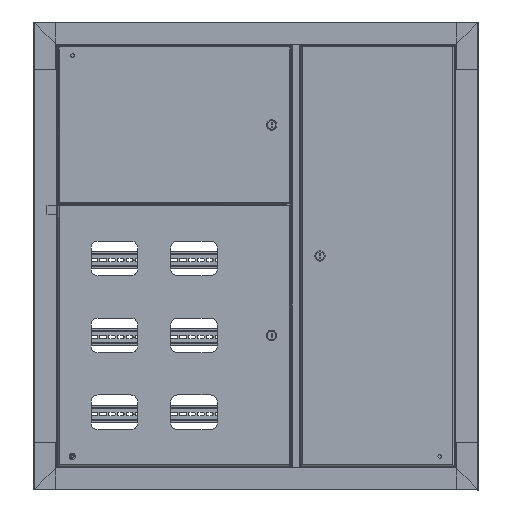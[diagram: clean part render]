
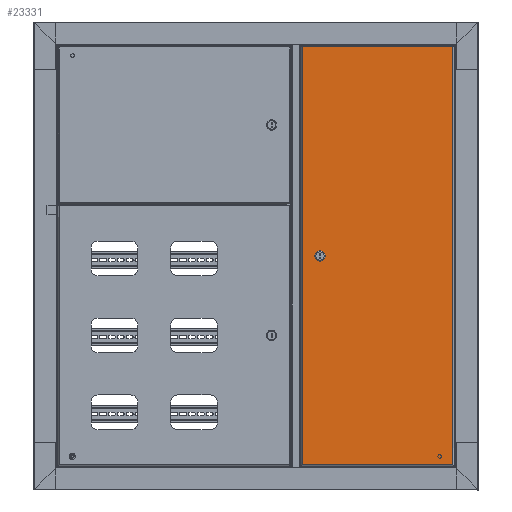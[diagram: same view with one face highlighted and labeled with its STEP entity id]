
A CAD part, top view. The second image highlights one B-rep face of the part: STEP entity #23331.
In plain terms, the highlighted planar face has unit normal (0, 0, 1).
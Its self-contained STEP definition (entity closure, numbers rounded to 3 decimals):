
#454 = EDGE_CURVE ( 'NONE', #37413, #3568, #8937, .T. ) ;
#1700 = EDGE_CURVE ( 'NONE', #50651, #19965, #23848, .T. ) ;
#1842 = EDGE_LOOP ( 'NONE', ( #8123, #4732, #4310, #27799, #47051 ) ) ;
#2649 = CARTESIAN_POINT ( 'NONE',  ( 1.6, 324.393, 0. ) ) ;
#2974 = VERTEX_POINT ( 'NONE', #26488 ) ;
#3341 = CARTESIAN_POINT ( 'NONE',  ( 448.2, 40., 0. ) ) ;
#3568 = VERTEX_POINT ( 'NONE', #17403 ) ;
#3592 = DIRECTION ( 'NONE',  ( 0., 1., 0. ) ) ;
#4211 = CARTESIAN_POINT ( 'NONE',  ( 895.093, 324.1, 0. ) ) ;
#4310 = ORIENTED_EDGE ( 'NONE', *, *, #44588, .F. ) ;
#4732 = ORIENTED_EDGE ( 'NONE', *, *, #454, .F. ) ;
#4771 = VERTEX_POINT ( 'NONE', #34799 ) ;
#4916 = ORIENTED_EDGE ( 'NONE', *, *, #43548, .T. ) ;
#6553 = DIRECTION ( 'NONE',  ( 1., 0., 0. ) ) ;
#6683 = ORIENTED_EDGE ( 'NONE', *, *, #41418, .T. ) ;
#6717 = VERTEX_POINT ( 'NONE', #28355 ) ;
#6923 = CARTESIAN_POINT ( 'NONE',  ( 451.849, 48.5, 0. ) ) ;
#8123 = ORIENTED_EDGE ( 'NONE', *, *, #35441, .F. ) ;
#8937 = CIRCLE ( 'NONE', #42010, 9.25 ) ;
#10645 = CARTESIAN_POINT ( 'NONE',  ( 451.849, 31.5, 0. ) ) ;
#11039 = ORIENTED_EDGE ( 'NONE', *, *, #21518, .T. ) ;
#11686 = AXIS2_PLACEMENT_3D ( 'NONE', #45349, #25196, #32546 ) ;
#14032 = CARTESIAN_POINT ( 'NONE',  ( 457.45, 40., 0. ) ) ;
#14612 = VERTEX_POINT ( 'NONE', #46736 ) ;
#16063 = VERTEX_POINT ( 'NONE', #50246 ) ;
#16159 = DIRECTION ( 'NONE',  ( 1., 0., 0. ) ) ;
#16626 = AXIS2_PLACEMENT_3D ( 'NONE', #3341, #49371, #16159 ) ;
#16875 = VECTOR ( 'NONE', #23534, 1000. ) ;
#17295 = CARTESIAN_POINT ( 'NONE',  ( 1.6, 1.6, 0. ) ) ;
#17403 = CARTESIAN_POINT ( 'NONE',  ( 451.849, 48.5, 0. ) ) ;
#19965 = VERTEX_POINT ( 'NONE', #45882 ) ;
#20185 = FACE_BOUND ( 'NONE', #1842, .T. ) ;
#20507 = DIRECTION ( 'NONE',  ( 0., 0., 1. ) ) ;
#21364 = LINE ( 'NONE', #17295, #37333 ) ;
#21366 = LINE ( 'NONE', #4211, #33602 ) ;
#21518 = EDGE_CURVE ( 'NONE', #6717, #2974, #21366, .T. ) ;
#23331 = ADVANCED_FACE ( 'NONE', ( #20185, #37041 ), #53125, .F. ) ;
#23534 = DIRECTION ( 'NONE',  ( -1., 0., 0. ) ) ;
#23848 = CIRCLE ( 'NONE', #11686, 9.25 ) ;
#25196 = DIRECTION ( 'NONE',  ( 0., 0., 1. ) ) ;
#26488 = CARTESIAN_POINT ( 'NONE',  ( 1.6, 324.1, 0. ) ) ;
#27799 = ORIENTED_EDGE ( 'NONE', *, *, #47972, .F. ) ;
#27975 = DIRECTION ( 'NONE',  ( 0., -1., 0. ) ) ;
#28355 = CARTESIAN_POINT ( 'NONE',  ( 894.8, 324.1, 0. ) ) ;
#28398 = AXIS2_PLACEMENT_3D ( 'NONE', #45228, #49025, #44153 ) ;
#30310 = CARTESIAN_POINT ( 'NONE',  ( 444.551, 48.5, 0. ) ) ;
#31962 = VECTOR ( 'NONE', #27975, 1000. ) ;
#32546 = DIRECTION ( 'NONE',  ( 1., 0., 0. ) ) ;
#33602 = VECTOR ( 'NONE', #33879, 1000. ) ;
#33878 = DIRECTION ( 'NONE',  ( 1., 0., 0. ) ) ;
#33879 = DIRECTION ( 'NONE',  ( -1., 0., 0. ) ) ;
#34799 = CARTESIAN_POINT ( 'NONE',  ( 894.8, 1.6, 0. ) ) ;
#35441 = EDGE_CURVE ( 'NONE', #3568, #50651, #37142, .T. ) ;
#35866 = LINE ( 'NONE', #2649, #31962 ) ;
#37041 = FACE_OUTER_BOUND ( 'NONE', #41606, .T. ) ;
#37142 = LINE ( 'NONE', #6923, #16875 ) ;
#37333 = VECTOR ( 'NONE', #33878, 1000. ) ;
#37413 = VERTEX_POINT ( 'NONE', #14032 ) ;
#39530 = LINE ( 'NONE', #10645, #46244 ) ;
#40091 = CIRCLE ( 'NONE', #16626, 9.25 ) ;
#41418 = EDGE_CURVE ( 'NONE', #2974, #16063, #35866, .T. ) ;
#41606 = EDGE_LOOP ( 'NONE', ( #48510, #4916, #11039, #6683 ) ) ;
#41738 = VECTOR ( 'NONE', #3592, 1000. ) ;
#42010 = AXIS2_PLACEMENT_3D ( 'NONE', #52916, #20507, #53724 ) ;
#43330 = EDGE_CURVE ( 'NONE', #16063, #4771, #21364, .T. ) ;
#43548 = EDGE_CURVE ( 'NONE', #4771, #6717, #52913, .T. ) ;
#44153 = DIRECTION ( 'NONE',  ( -1., 0., 0. ) ) ;
#44588 = EDGE_CURVE ( 'NONE', #14612, #37413, #40091, .T. ) ;
#45228 = CARTESIAN_POINT ( 'NONE',  ( 0., 325.7, 0. ) ) ;
#45349 = CARTESIAN_POINT ( 'NONE',  ( 448.2, 40., 0. ) ) ;
#45882 = CARTESIAN_POINT ( 'NONE',  ( 444.551, 31.5, 0. ) ) ;
#46244 = VECTOR ( 'NONE', #6553, 1000. ) ;
#46736 = CARTESIAN_POINT ( 'NONE',  ( 451.849, 31.5, 0. ) ) ;
#47051 = ORIENTED_EDGE ( 'NONE', *, *, #1700, .F. ) ;
#47972 = EDGE_CURVE ( 'NONE', #19965, #14612, #39530, .T. ) ;
#48510 = ORIENTED_EDGE ( 'NONE', *, *, #43330, .T. ) ;
#49025 = DIRECTION ( 'NONE',  ( 0., 0., -1. ) ) ;
#49362 = CARTESIAN_POINT ( 'NONE',  ( 894.8, 0., 0. ) ) ;
#49371 = DIRECTION ( 'NONE',  ( 0., 0., 1. ) ) ;
#50246 = CARTESIAN_POINT ( 'NONE',  ( 1.6, 1.6, 0. ) ) ;
#50651 = VERTEX_POINT ( 'NONE', #30310 ) ;
#52913 = LINE ( 'NONE', #49362, #41738 ) ;
#52916 = CARTESIAN_POINT ( 'NONE',  ( 448.2, 40., 0. ) ) ;
#53125 = PLANE ( 'NONE',  #28398 ) ;
#53724 = DIRECTION ( 'NONE',  ( 1., 0., 0. ) ) ;
